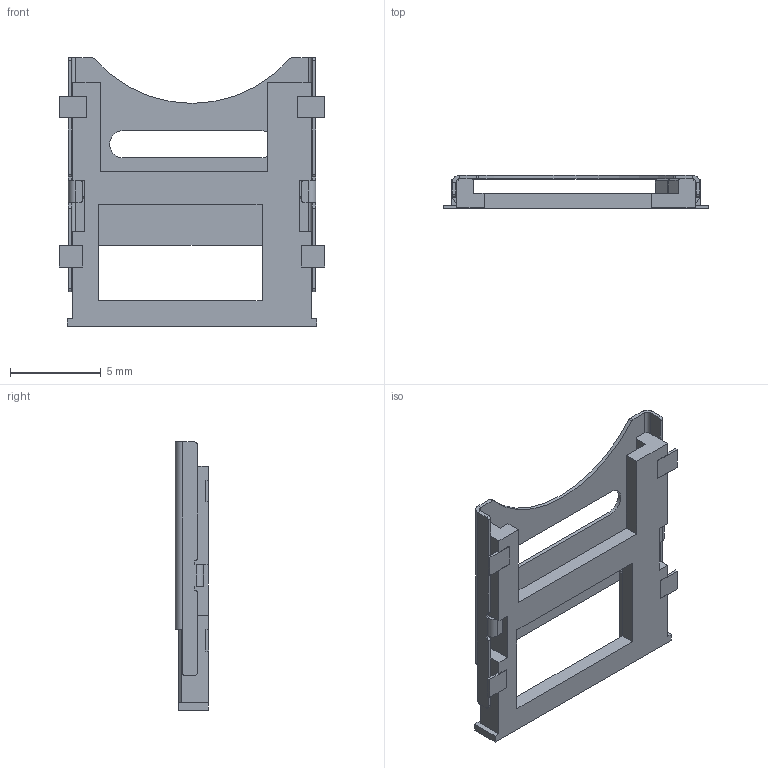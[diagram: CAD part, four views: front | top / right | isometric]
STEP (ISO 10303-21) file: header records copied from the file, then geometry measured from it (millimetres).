
FILE_SCHEMA (('AUTOMOTIVE_DESIGN { 1 0 10303 214 3 1 1 }'));
Length unit declared in the file: millimetre
Products named in the file (3): MEM2067-02-180-00-A; MEM2067-02-180-00-A_Core; MEM2067-02-180-00-A_Shell
Assembly tree (2 placements, depth 2):
  MEM2067-02-180-00-A
    MEM2067-02-180-00-A_Core
    MEM2067-02-180-00-A_Shell
Bounding box: 14.6 x 1.83 x 14.75 mm (x, y, z)
Volume: 114.6 mm3; surface area: 574.5 mm2
Topology: 2 solids, 2 shells, 164 faces, 437 edges, 277 vertices
Faces by surface type: plane 117, cylinder 41, torus 3, sphere 3
Entity records: 5178 total; most frequent: CARTESIAN_POINT 883, ORIENTED_EDGE 874, DIRECTION 860, EDGE_CURVE 437, LINE 352, VECTOR 352, VERTEX_POINT 277, AXIS2_PLACEMENT_3D 254
